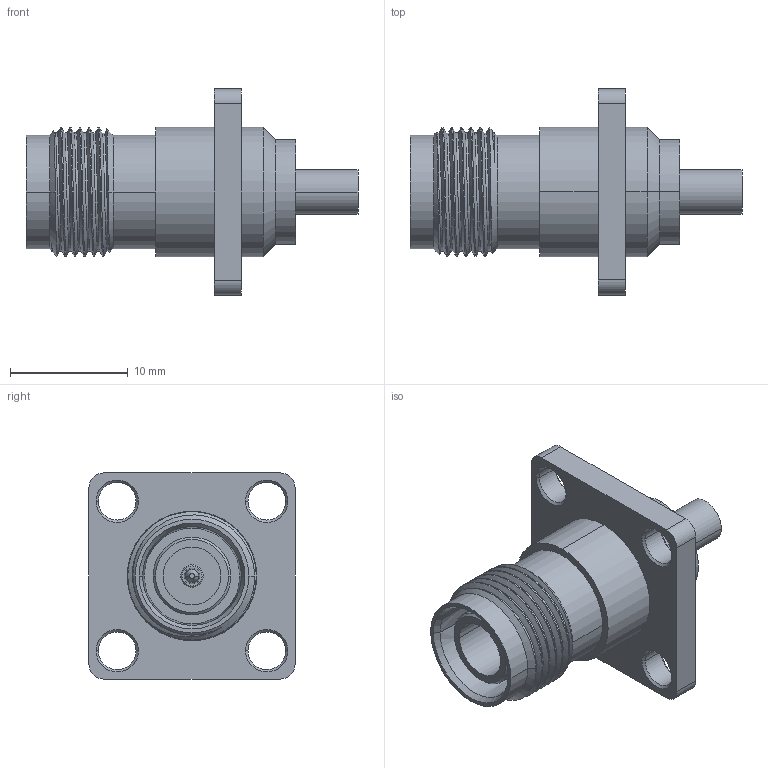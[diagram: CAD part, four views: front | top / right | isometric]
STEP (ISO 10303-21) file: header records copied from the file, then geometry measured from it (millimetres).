
FILE_DESCRIPTION((''),'2;1');
FILE_NAME('RT6521G1-NT3G-196AU-5_SW0001','2018-06-28T',('Vijayaragavan'),(''),'CREO PARAMETRIC BY PTC INC, 2017020','CREO PARAMETRIC BY PTC INC, 2017020','');
FILE_SCHEMA(('CONFIG_CONTROL_DESIGN'));
Length unit declared in the file: inch
Products named in the file (1): RT6521G1-NT3G-196AU-5_SW0001
Bounding box: 28.2 x 17.5 x 17.5 mm (x, y, z)
Volume: 2042.7 mm3; surface area: 2122.8 mm2
Topology: 1 solids, 1 shells, 106 faces, 240 edges, 148 vertices
Faces by surface type: cylinder 46, cone 36, plane 18, bspline 6
Entity records: 6343 total; most frequent: CARTESIAN_POINT 3898, DIRECTION 518, ORIENTED_EDGE 480, EDGE_CURVE 240, AXIS2_PLACEMENT_3D 211, VERTEX_POINT 148, EDGE_LOOP 126, CIRCLE 111
